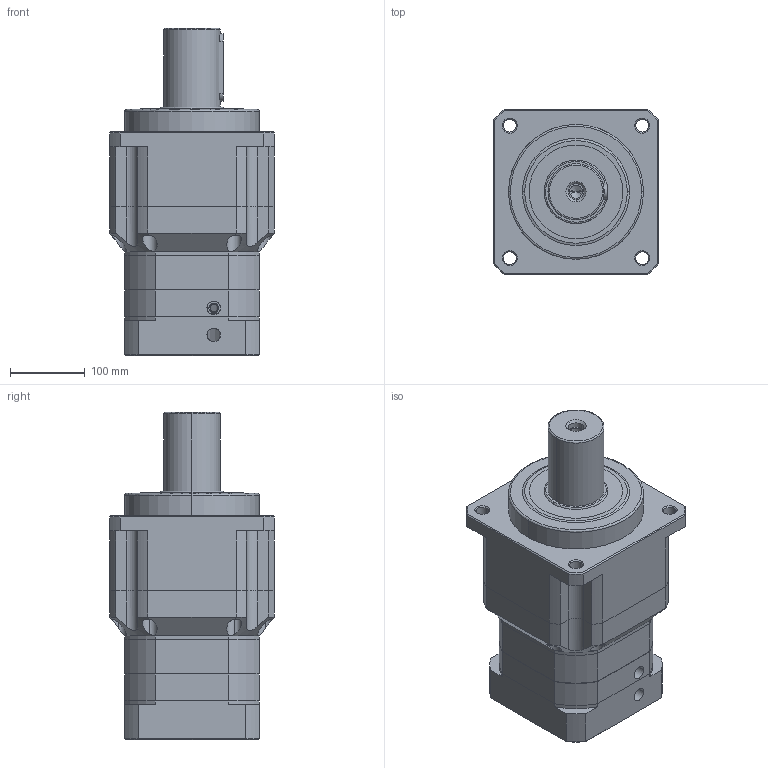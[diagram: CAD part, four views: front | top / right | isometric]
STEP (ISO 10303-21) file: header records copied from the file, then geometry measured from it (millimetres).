
FILE_DESCRIPTION (( 'STEP AP214' ), '1' );
FILE_NAME ('SB220-L2-42-114.3-200M12¼Óµæ°å.STEP', '2021-12-18T06:40:52', ( 'admin' ), ( '' ), 'SwSTEP 2.0', 'SolidWorks 2013', '' );
FILE_SCHEMA (( 'AUTOMOTIVE_DESIGN' ));
Length unit declared in the file: millimetre
Products named in the file (6): SB220_X2_8F9351FA7AEF_X0_; SB220-L2-42-114.3-200M12樓菜啣; SB180_X2_57AB677F_X0_; SB180-114.3-200m12; SB220_X2_4E007EA758F34F537AEF_X0_-35; SB220_X2_4E007EA751859F7F5708_X0_
Assembly tree (5 placements, depth 2):
  SB220-L2-42-114.3-200M12樓菜啣
    SB220_X2_8F9351FA7AEF_X0_
    SB220_X2_4E007EA751859F7F5708_X0_
    SB220_X2_4E007EA758F34F537AEF_X0_-35
    SB180-114.3-200m12
    SB180_X2_57AB677F_X0_
Bounding box: 220 x 220 x 436.5 mm (x, y, z)
Volume: 10087314.4 mm3; surface area: 711522 mm2
Topology: 5 solids, 5 shells, 523 faces, 1320 edges, 799 vertices
Faces by surface type: cylinder 255, cone 137, plane 120, bspline 11
Entity records: 23406 total; most frequent: CARTESIAN_POINT 4865, DIRECTION 2747, ORIENTED_EDGE 2532, EDGE_CURVE 1266, AXIS2_PLACEMENT_3D 1093, VERTEX_POINT 799, EDGE_LOOP 639, CIRCLE 573
